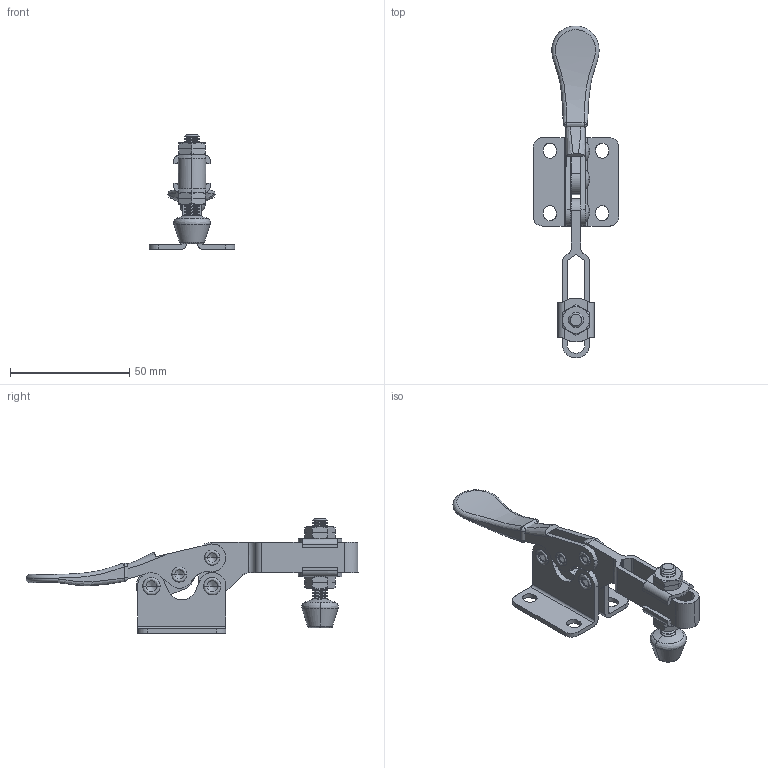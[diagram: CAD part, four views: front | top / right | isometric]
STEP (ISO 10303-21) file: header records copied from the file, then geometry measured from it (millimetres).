
FILE_DESCRIPTION((''),' ');
FILE_NAME('GH-201b.stp',' ',('stephen'),('BIB design'),' ','ACIS 14.0',' ');
FILE_SCHEMA(('automotive_design'));
Length unit declared in the file: inch
Products named in the file (16): Part_37265; Part_37264; Part_37263; Part_37262; Part_134957; Part_137325; Rivets; Part_142967; Part_144565; Part_144566; Part_145338; Part_145433; Part_145855
Bounding box: 36 x 139.21 x 48.13 mm (x, y, z)
Volume: 20419.9 mm3; surface area: 20550.5 mm2
Topology: 16 solids, 16 shells, 489 faces, 1719 edges, 1248 vertices
Faces by surface type: revolution 299, bspline 122, plane 58, sphere 6, cylinder 4
Entity records: 48050 total; most frequent: CARTESIAN_POINT 14847, PRESENTATION_STYLE_ASSIGNMENT 3915, COLOUR_RGB 3915, STYLED_ITEM 3450, ORIENTED_EDGE 3394, CURVE_STYLE 2162, DIRECTION 2095, EDGE_CURVE 1697
